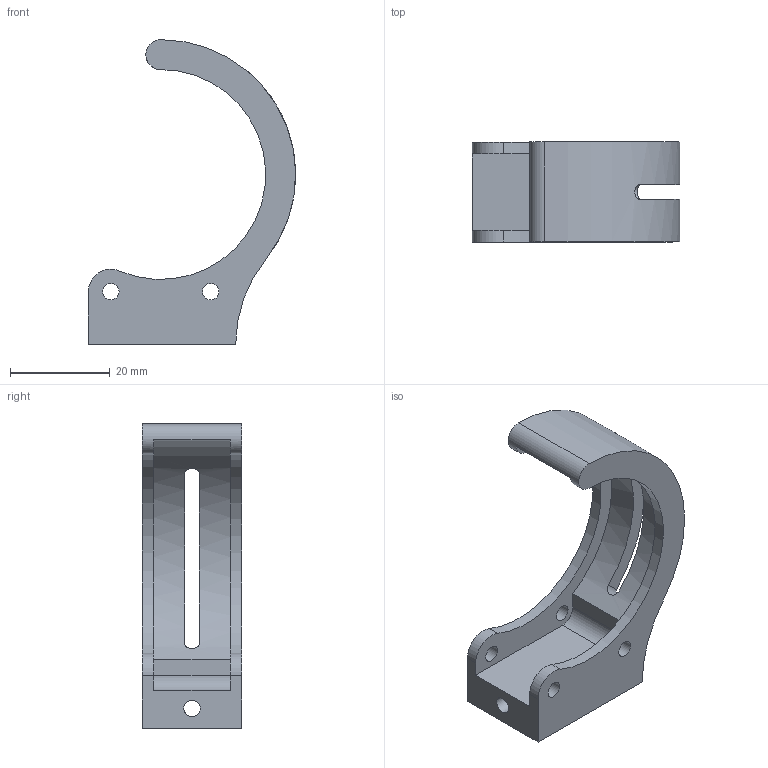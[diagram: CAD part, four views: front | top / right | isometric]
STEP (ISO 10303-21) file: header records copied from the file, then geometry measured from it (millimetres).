
FILE_DESCRIPTION(('FreeCAD Model'),'2;1');
FILE_NAME('Open CASCADE Shape Model','2023-05-17T20:54:21',(''),(''), 'Open CASCADE STEP processor 7.6','FreeCAD','Unknown');
FILE_SCHEMA(('AUTOMOTIVE_DESIGN { 1 0 10303 214 1 1 1 1 }'));
Length unit declared in the file: millimetre
Products named in the file (1): JoystickStatorFrame001
Bounding box: 41.49 x 20 x 61 mm (x, y, z)
Volume: 9789.4 mm3; surface area: 7166.7 mm2
Topology: 1 solids, 1 shells, 39 faces, 108 edges, 72 vertices
Faces by surface type: cylinder 20, plane 19
Full cylindrical faces by diameter (mm): 3.2 x2, 3.3 x5, 6.3 x1
Entity records: 3923 total; most frequent: CARTESIAN_POINT 1570, DIRECTION 319, ORIENTED_EDGE 216, PCURVE 216, DEFINITIONAL_REPRESENTATION 216, LINE 142, VECTOR 142, EDGE_CURVE 108
